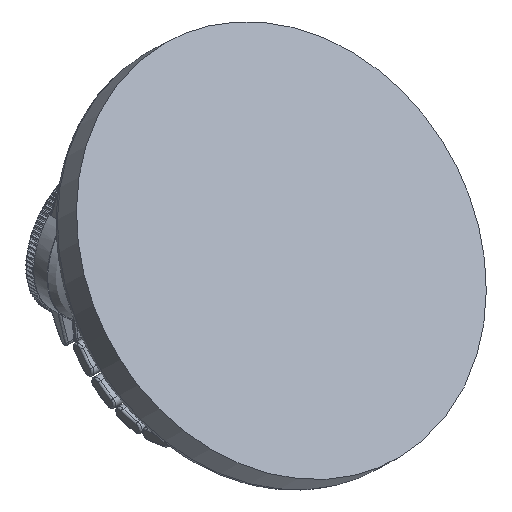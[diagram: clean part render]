
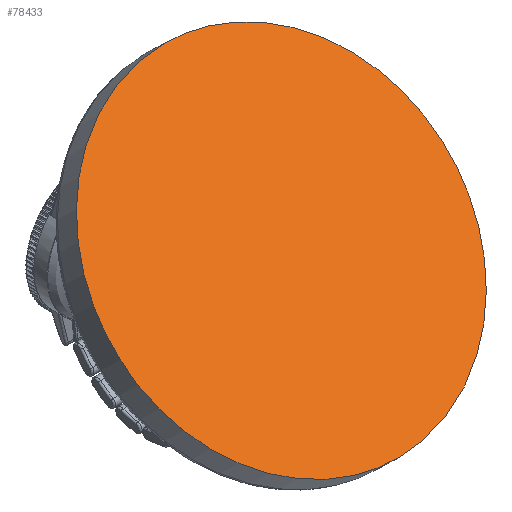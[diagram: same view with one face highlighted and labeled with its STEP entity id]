
A CAD part, isometric view. The second image highlights one B-rep face of the part: STEP entity #78433.
In plain terms, the highlighted free-form (B-spline) face has degree [1, 1] with [2, 2] control points.
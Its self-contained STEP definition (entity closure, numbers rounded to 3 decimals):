
#75953 = EDGE_CURVE('',#75954,#75956,#75958,.T.);
#75954 = VERTEX_POINT('',#75955);
#75955 = CARTESIAN_POINT('',(-2.938,-88.159,
    -8.728));
#75956 = VERTEX_POINT('',#75957);
#75957 = CARTESIAN_POINT('',(-2.938,-22.465,
    59.3));
#75958 = ( BOUNDED_CURVE() B_SPLINE_CURVE(2,(#75959,#75960,#75961,#75962
,#75963),.UNSPECIFIED.,.F.,.F.) B_SPLINE_CURVE_WITH_KNOTS((3,2,3),(0.,
1.571,3.142),.PIECEWISE_BEZIER_KNOTS.) CURVE() 
GEOMETRIC_REPRESENTATION_ITEM() RATIONAL_B_SPLINE_CURVE((1.,
0.707,1.,0.707,1.)) REPRESENTATION_ITEM('') );
#75959 = CARTESIAN_POINT('',(-2.938,-88.159,
    -8.728));
#75960 = CARTESIAN_POINT('',(44.347,-88.159,
    -8.728));
#75961 = CARTESIAN_POINT('',(44.347,-55.312,
    25.286));
#75962 = CARTESIAN_POINT('',(44.347,-22.465,
    59.3));
#75963 = CARTESIAN_POINT('',(-2.938,-22.465,
    59.3));
#78406 = EDGE_CURVE('',#75956,#75954,#78407,.T.);
#78407 = ( BOUNDED_CURVE() B_SPLINE_CURVE(2,(#78408,#78409,#78410,#78411
,#78412),.UNSPECIFIED.,.F.,.F.) B_SPLINE_CURVE_WITH_KNOTS((3,2,3),(
    3.142,4.712,6.283),
.PIECEWISE_BEZIER_KNOTS.) CURVE() GEOMETRIC_REPRESENTATION_ITEM() 
RATIONAL_B_SPLINE_CURVE((1.,0.707,1.,0.707,1.)) 
REPRESENTATION_ITEM('') );
#78408 = CARTESIAN_POINT('',(-2.938,-22.465,
    59.3));
#78409 = CARTESIAN_POINT('',(-50.224,-22.465,
    59.3));
#78410 = CARTESIAN_POINT('',(-50.224,-55.312,
    25.286));
#78411 = CARTESIAN_POINT('',(-50.224,-88.159,
    -8.728));
#78412 = CARTESIAN_POINT('',(-2.938,-88.159,
    -8.728));
#78433 = ADVANCED_FACE('',(#78434),#78438,.T.);
#78434 = FACE_BOUND('',#78435,.T.);
#78435 = EDGE_LOOP('',(#78436,#78437));
#78436 = ORIENTED_EDGE('',*,*,#78406,.T.);
#78437 = ORIENTED_EDGE('',*,*,#75953,.T.);
#78438 = B_SPLINE_SURFACE_WITH_KNOTS('',1,1,(
    (#78439,#78440)
    ,(#78441,#78442
    )),.UNSPECIFIED.,.F.,.F.,.F.,(2,2),(2,2),(-51.,51.),(-51.,51.),
  .PIECEWISE_BEZIER_KNOTS.);
#78439 = CARTESIAN_POINT('',(-50.224,-22.465,
    59.3));
#78440 = CARTESIAN_POINT('',(44.347,-22.465,
    59.3));
#78441 = CARTESIAN_POINT('',(-50.224,-88.159,
    -8.728));
#78442 = CARTESIAN_POINT('',(44.347,-88.159,
    -8.728));
